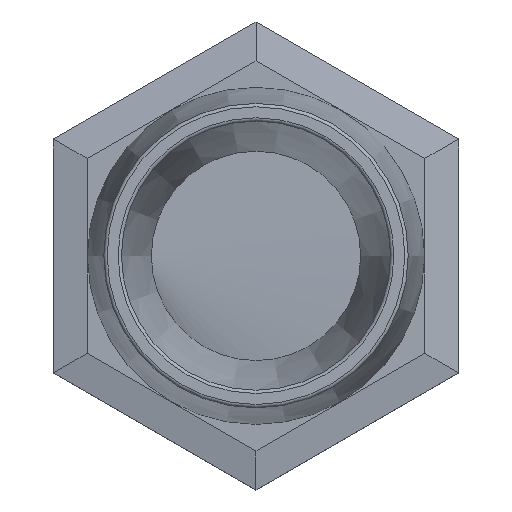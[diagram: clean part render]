
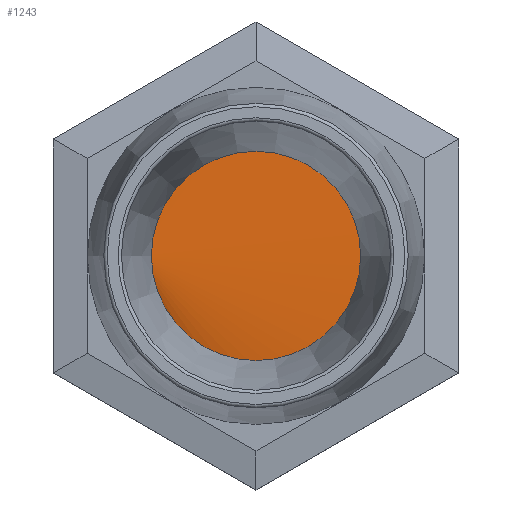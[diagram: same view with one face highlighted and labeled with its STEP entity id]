
A CAD part, top view. The second image highlights one B-rep face of the part: STEP entity #1243.
In plain terms, the highlighted cylindrical face has radius 3.524 mm (diameter 7.048 mm), a full revolution.
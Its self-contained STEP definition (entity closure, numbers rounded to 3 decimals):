
#160=FACE_OUTER_BOUND('',#237,.T.);
#237=EDGE_LOOP('',(#1002,#1003,#1004));
#321=B_SPLINE_CURVE_WITH_KNOTS('',3,(#3253,#3254,#3255,#3256,#3257,#3258,
#3259,#3260,#3261,#3262),.UNSPECIFIED.,.F.,.F.,(4,1,1,1,1,1,1,4),(34.558,
35.03,36.028,37.027,38.025,39.024,
40.023,40.841),.UNSPECIFIED.);
#387=LINE('',#2720,#466);
#402=LINE('',#3230,#481);
#466=VECTOR('',#1537,3.524);
#481=VECTOR('',#1584,3.524);
#541=VERTEX_POINT('',#2718);
#542=VERTEX_POINT('',#2719);
#572=VERTEX_POINT('',#3229);
#686=EDGE_CURVE('',#541,#542,#387,.T.);
#728=EDGE_CURVE('',#542,#572,#402,.T.);
#731=EDGE_CURVE('',#541,#572,#321,.T.);
#1002=ORIENTED_EDGE('',*,*,#686,.T.);
#1003=ORIENTED_EDGE('',*,*,#728,.T.);
#1004=ORIENTED_EDGE('',*,*,#731,.F.);
#1184=CYLINDRICAL_SURFACE('',#1350,3.524);
#1243=ADVANCED_FACE('',(#160),#1184,.T.);
#1350=AXIS2_PLACEMENT_3D('',#3252,#1585,#1586);
#1537=DIRECTION('',(0.,0.,1.));
#1584=DIRECTION('',(0.,0.,1.));
#1585=DIRECTION('center_axis',(0.,0.,1.));
#1586=DIRECTION('ref_axis',(1.,0.,0.));
#2718=CARTESIAN_POINT('',(-3.524,0.,9.487));
#2719=CARTESIAN_POINT('',(-3.524,0.,10.077));
#2720=CARTESIAN_POINT('',(-3.524,0.,5.202));
#3229=CARTESIAN_POINT('',(-3.524,0.,10.237));
#3230=CARTESIAN_POINT('',(-3.524,0.,5.202));
#3252=CARTESIAN_POINT('Origin',(0.,0.,5.202));
#3253=CARTESIAN_POINT('Ctrl Pts',(-3.518,-0.001,
9.487));
#3254=CARTESIAN_POINT('Ctrl Pts',(-3.519,-0.557,
9.506));
#3255=CARTESIAN_POINT('Ctrl Pts',(-3.132,-2.29,9.564));
#3256=CARTESIAN_POINT('Ctrl Pts',(-0.416,-4.146,9.662));
#3257=CARTESIAN_POINT('Ctrl Pts',(3.26,-2.595,9.782));
#3258=CARTESIAN_POINT('Ctrl Pts',(3.946,1.336,9.901));
#3259=CARTESIAN_POINT('Ctrl Pts',(1.014,4.041,10.02));
#3260=CARTESIAN_POINT('Ctrl Pts',(-2.616,3.101,10.132));
#3261=CARTESIAN_POINT('Ctrl Pts',(-3.517,0.956,10.204));
#3262=CARTESIAN_POINT('Ctrl Pts',(-3.526,-0.003,
10.237));
